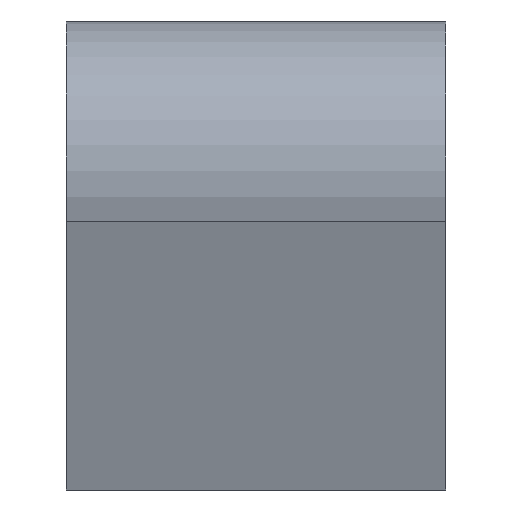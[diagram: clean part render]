
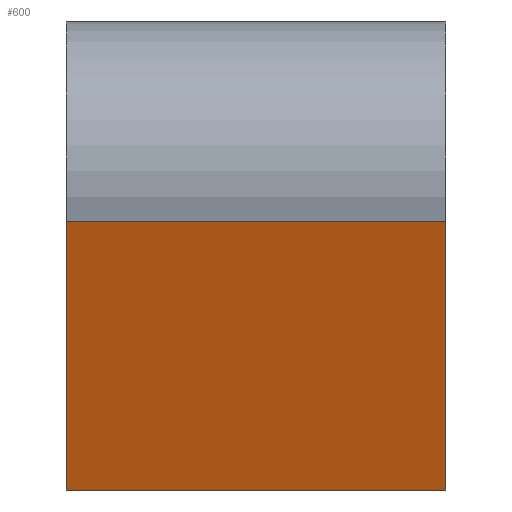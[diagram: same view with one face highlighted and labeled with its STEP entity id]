
A CAD part, left-side view. The second image highlights one B-rep face of the part: STEP entity #600.
In plain terms, the highlighted planar face has unit normal (-0.948, 0, -0.318).
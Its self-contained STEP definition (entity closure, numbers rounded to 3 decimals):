
#23 = VERTEX_POINT ( 'NONE', #251 ) ;
#26 = EDGE_CURVE ( 'NONE', #437, #23, #394, .T. ) ;
#27 = PLANE ( 'NONE',  #207 ) ;
#64 = ORIENTED_EDGE ( 'NONE', *, *, #448, .F. ) ;
#84 = VERTEX_POINT ( 'NONE', #206 ) ;
#86 = ORIENTED_EDGE ( 'NONE', *, *, #343, .F. ) ;
#124 = ORIENTED_EDGE ( 'NONE', *, *, #584, .T. ) ;
#132 = FACE_OUTER_BOUND ( 'NONE', #647, .T. ) ;
#138 = CARTESIAN_POINT ( 'NONE',  ( -15., 0., 0. ) ) ;
#147 = CARTESIAN_POINT ( 'NONE',  ( -15., -15., 0. ) ) ;
#151 = VECTOR ( 'NONE', #632, 1000. ) ;
#173 = DIRECTION ( 'NONE',  ( -0.318, 0., 0.948 ) ) ;
#206 = CARTESIAN_POINT ( 'NONE',  ( -15., 0., 0. ) ) ;
#207 = AXIS2_PLACEMENT_3D ( 'NONE', #276, #415, #173 ) ;
#251 = CARTESIAN_POINT ( 'NONE',  ( -18.562, -15., 10.609 ) ) ;
#276 = CARTESIAN_POINT ( 'NONE',  ( -15., -15., 0. ) ) ;
#306 = CARTESIAN_POINT ( 'NONE',  ( -18.562, -15., 10.609 ) ) ;
#313 = ORIENTED_EDGE ( 'NONE', *, *, #26, .T. ) ;
#343 = EDGE_CURVE ( 'NONE', #84, #514, #654, .T. ) ;
#351 = LINE ( 'NONE', #658, #651 ) ;
#363 = LINE ( 'NONE', #306, #151 ) ;
#394 = LINE ( 'NONE', #147, #408 ) ;
#408 = VECTOR ( 'NONE', #454, 1000. ) ;
#415 = DIRECTION ( 'NONE',  ( -0.948, 0., -0.318 ) ) ;
#437 = VERTEX_POINT ( 'NONE', #458 ) ;
#448 = EDGE_CURVE ( 'NONE', #437, #84, #351, .T. ) ;
#454 = DIRECTION ( 'NONE',  ( -0.318, 0., 0.948 ) ) ;
#455 = DIRECTION ( 'NONE',  ( 0., 1., 0. ) ) ;
#458 = CARTESIAN_POINT ( 'NONE',  ( -15., -15., 0. ) ) ;
#461 = CARTESIAN_POINT ( 'NONE',  ( -18.562, 0., 10.609 ) ) ;
#514 = VERTEX_POINT ( 'NONE', #461 ) ;
#546 = DIRECTION ( 'NONE',  ( -0.318, 0., 0.948 ) ) ;
#584 = EDGE_CURVE ( 'NONE', #23, #514, #363, .T. ) ;
#600 = ADVANCED_FACE ( 'NONE', ( #132 ), #27, .T. ) ;
#618 = VECTOR ( 'NONE', #546, 1000. ) ;
#632 = DIRECTION ( 'NONE',  ( 0., 1., 0. ) ) ;
#647 = EDGE_LOOP ( 'NONE', ( #86, #64, #313, #124 ) ) ;
#651 = VECTOR ( 'NONE', #455, 1000. ) ;
#654 = LINE ( 'NONE', #138, #618 ) ;
#658 = CARTESIAN_POINT ( 'NONE',  ( -15., -15., 0. ) ) ;
